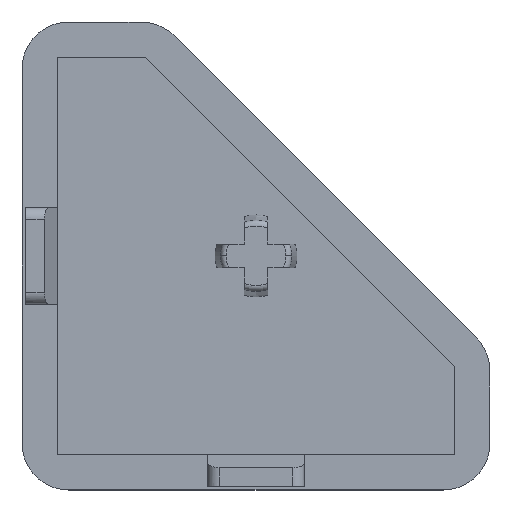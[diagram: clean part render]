
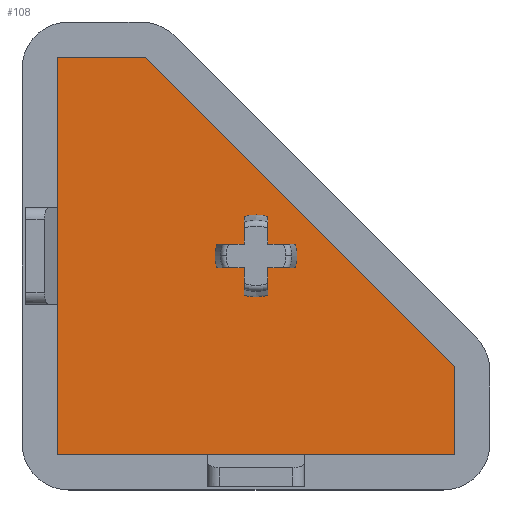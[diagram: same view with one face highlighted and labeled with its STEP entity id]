
A CAD part, top view. The second image highlights one B-rep face of the part: STEP entity #108.
In plain terms, the highlighted planar face has unit normal (0, 0, 1).
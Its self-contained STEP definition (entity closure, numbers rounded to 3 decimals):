
#108=ADVANCED_FACE('NONE',(#272,#273),#274,.T.);
#272=FACE_OUTER_BOUND('',#489,.T.);
#273=FACE_BOUND('',#490,.T.);
#274=PLANE('',#491);
#489=EDGE_LOOP('',(#753,#754,#755,#756,#757));
#490=EDGE_LOOP('',(#758,#759,#760,#761,#762,#763,#764,#765,#766,#767,#768,#769,#770,#771));
#491=AXIS2_PLACEMENT_3D('',#772,#773,#774);
#753=ORIENTED_EDGE('',*,*,#1361,.T.);
#754=ORIENTED_EDGE('',*,*,#1362,.T.);
#755=ORIENTED_EDGE('',*,*,#1363,.T.);
#756=ORIENTED_EDGE('',*,*,#1364,.T.);
#757=ORIENTED_EDGE('',*,*,#1365,.T.);
#758=ORIENTED_EDGE('',*,*,#1366,.F.);
#759=ORIENTED_EDGE('',*,*,#1334,.F.);
#760=ORIENTED_EDGE('',*,*,#1367,.F.);
#761=ORIENTED_EDGE('',*,*,#1368,.F.);
#762=ORIENTED_EDGE('',*,*,#1369,.F.);
#763=ORIENTED_EDGE('',*,*,#1370,.F.);
#764=ORIENTED_EDGE('',*,*,#1371,.F.);
#765=ORIENTED_EDGE('',*,*,#1372,.F.);
#766=ORIENTED_EDGE('',*,*,#1320,.F.);
#767=ORIENTED_EDGE('',*,*,#1373,.F.);
#768=ORIENTED_EDGE('',*,*,#1374,.F.);
#769=ORIENTED_EDGE('',*,*,#1375,.F.);
#770=ORIENTED_EDGE('',*,*,#1376,.F.);
#771=ORIENTED_EDGE('',*,*,#1377,.F.);
#772=CARTESIAN_POINT('',(-17.0,-17.0,3.0));
#773=DIRECTION('',(-0.0,0.0,1.0));
#774=DIRECTION('',(1.0,0.0,0.0));
#1320=EDGE_CURVE('NONE',#1574,#1576,#1577,.T.);
#1334=EDGE_CURVE('NONE',#1596,#1598,#1599,.T.);
#1361=EDGE_CURVE('NONE',#1649,#1650,#1651,.T.);
#1362=EDGE_CURVE('NONE',#1650,#1652,#1653,.T.);
#1363=EDGE_CURVE('NONE',#1652,#1654,#1655,.T.);
#1364=EDGE_CURVE('NONE',#1654,#1656,#1657,.T.);
#1365=EDGE_CURVE('NONE',#1656,#1649,#1658,.T.);
#1366=EDGE_CURVE('NONE',#1598,#1659,#1660,.T.);
#1367=EDGE_CURVE('NONE',#1661,#1596,#1662,.T.);
#1368=EDGE_CURVE('NONE',#1663,#1661,#1664,.T.);
#1369=EDGE_CURVE('NONE',#1665,#1663,#1666,.T.);
#1370=EDGE_CURVE('NONE',#1667,#1665,#1668,.T.);
#1371=EDGE_CURVE('NONE',#1669,#1667,#1670,.T.);
#1372=EDGE_CURVE('NONE',#1576,#1669,#1671,.T.);
#1373=EDGE_CURVE('NONE',#1672,#1574,#1673,.T.);
#1374=EDGE_CURVE('NONE',#1674,#1672,#1675,.T.);
#1375=EDGE_CURVE('NONE',#1676,#1674,#1677,.T.);
#1376=EDGE_CURVE('NONE',#1678,#1676,#1679,.T.);
#1377=EDGE_CURVE('NONE',#1659,#1678,#1680,.T.);
#1574=VERTEX_POINT('',#1942);
#1576=VERTEX_POINT('NONE',#1945);
#1577=CIRCLE('',#1946,3.5);
#1596=VERTEX_POINT('NONE',#1975);
#1598=VERTEX_POINT('NONE',#1978);
#1599=CIRCLE('',#1979,3.5);
#1649=VERTEX_POINT('NONE',#2048);
#1650=VERTEX_POINT('NONE',#2049);
#1651=LINE('',#2050,#2051);
#1652=VERTEX_POINT('NONE',#2052);
#1653=LINE('',#2053,#2054);
#1654=VERTEX_POINT('NONE',#2055);
#1655=LINE('',#2056,#2057);
#1656=VERTEX_POINT('NONE',#2058);
#1657=LINE('',#2059,#2060);
#1658=LINE('',#2061,#2062);
#1659=VERTEX_POINT('NONE',#2063);
#1660=LINE('',#2064,#2065);
#1661=VERTEX_POINT('NONE',#2066);
#1662=CIRCLE('',#2067,3.5);
#1663=VERTEX_POINT('NONE',#2068);
#1664=LINE('',#2069,#2070);
#1665=VERTEX_POINT('NONE',#2071);
#1666=LINE('',#2072,#2073);
#1667=VERTEX_POINT('NONE',#2074);
#1668=CIRCLE('',#2075,3.5);
#1669=VERTEX_POINT('NONE',#2076);
#1670=LINE('',#2077,#2078);
#1671=LINE('',#2079,#2080);
#1672=VERTEX_POINT('NONE',#2081);
#1673=CIRCLE('',#2082,3.5);
#1674=VERTEX_POINT('NONE',#2083);
#1675=LINE('',#2084,#2085);
#1676=VERTEX_POINT('NONE',#2086);
#1677=LINE('',#2087,#2088);
#1678=VERTEX_POINT('NONE',#2089);
#1679=CIRCLE('',#2090,3.5);
#1680=LINE('',#2091,#2092);
#1942=CARTESIAN_POINT('',(3.5,0.,3.0));
#1945=CARTESIAN_POINT('',(3.354,1.0,3.0));
#1946=AXIS2_PLACEMENT_3D('',#2496,#2497,#2498);
#1975=CARTESIAN_POINT('',(-3.5,0.0,3.0));
#1978=CARTESIAN_POINT('',(-3.354,-1.0,3.0));
#1979=AXIS2_PLACEMENT_3D('',#2517,#2518,#2519);
#2048=CARTESIAN_POINT('',(-17.0,17.0,3.0));
#2049=CARTESIAN_POINT('',(-17.0,-17.0,3.0));
#2050=CARTESIAN_POINT('',(-17.0,17.0,3.0));
#2051=VECTOR('',#2554,1000.0);
#2052=CARTESIAN_POINT('',(17.0,-17.0,3.0));
#2053=CARTESIAN_POINT('',(-17.0,-17.0,3.0));
#2054=VECTOR('',#2555,1000.0);
#2055=CARTESIAN_POINT('',(17.0,-9.412,3.0));
#2056=CARTESIAN_POINT('',(17.0,-9.412,3.0));
#2057=VECTOR('',#2556,1000.0);
#2058=CARTESIAN_POINT('',(-9.412,17.0,3.0));
#2059=CARTESIAN_POINT('',(-9.412,17.0,3.0));
#2060=VECTOR('',#2557,1000.0);
#2061=CARTESIAN_POINT('',(-17.0,17.0,3.0));
#2062=VECTOR('',#2558,1000.0);
#2063=CARTESIAN_POINT('',(-1.0,-1.0,3.0));
#2064=CARTESIAN_POINT('',(-3.354,-1.0,3.0));
#2065=VECTOR('',#2559,1000.0);
#2066=CARTESIAN_POINT('',(-3.354,1.0,3.0));
#2067=AXIS2_PLACEMENT_3D('',#2560,#2561,#2562);
#2068=CARTESIAN_POINT('',(-1.0,1.0,3.0));
#2069=CARTESIAN_POINT('',(-3.354,1.0,3.0));
#2070=VECTOR('',#2563,1000.0);
#2071=CARTESIAN_POINT('',(-1.0,3.354,3.0));
#2072=CARTESIAN_POINT('',(-1.0,3.354,3.0));
#2073=VECTOR('',#2564,1000.0);
#2074=CARTESIAN_POINT('',(1.0,3.354,3.0));
#2075=AXIS2_PLACEMENT_3D('',#2565,#2566,#2567);
#2076=CARTESIAN_POINT('',(1.,1.0,3.0));
#2077=CARTESIAN_POINT('',(1.0,3.354,3.0));
#2078=VECTOR('',#2568,1000.0);
#2079=CARTESIAN_POINT('',(1.,1.0,3.0));
#2080=VECTOR('',#2569,1000.0);
#2081=CARTESIAN_POINT('',(3.354,-1.0,3.0));
#2082=AXIS2_PLACEMENT_3D('',#2570,#2571,#2572);
#2083=CARTESIAN_POINT('',(1.0,-1.0,3.0));
#2084=CARTESIAN_POINT('',(1.0,-1.0,3.0));
#2085=VECTOR('',#2573,1000.0);
#2086=CARTESIAN_POINT('',(1.0,-3.354,3.0));
#2087=CARTESIAN_POINT('',(1.0,-1.0,3.0));
#2088=VECTOR('',#2574,1000.0);
#2089=CARTESIAN_POINT('',(-1.0,-3.354,3.0));
#2090=AXIS2_PLACEMENT_3D('',#2575,#2576,#2577);
#2091=CARTESIAN_POINT('',(-1.0,-1.0,3.0));
#2092=VECTOR('',#2578,1000.0);
#2496=CARTESIAN_POINT('',(0.0,0.0,3.0));
#2497=DIRECTION('',(0.0,0.0,1.0));
#2498=DIRECTION('',(1.0,0.0,0.0));
#2517=CARTESIAN_POINT('',(0.0,0.0,3.0));
#2518=DIRECTION('',(0.0,0.0,1.0));
#2519=DIRECTION('',(1.0,0.0,0.0));
#2554=DIRECTION('',(0.,-1.0,0.0));
#2555=DIRECTION('',(1.0,0.0,0.0));
#2556=DIRECTION('',(0.,1.0,-0.0));
#2557=DIRECTION('',(-0.707,0.707,-0.0));
#2558=DIRECTION('',(-1.0,0.,-0.0));
#2559=DIRECTION('',(1.0,0.0,0.0));
#2560=CARTESIAN_POINT('',(0.0,0.0,3.0));
#2561=DIRECTION('',(0.0,0.0,1.0));
#2562=DIRECTION('',(1.0,0.0,0.0));
#2563=DIRECTION('',(-1.0,-0.0,-0.0));
#2564=DIRECTION('',(0.0,-1.0,0.0));
#2565=CARTESIAN_POINT('',(0.0,0.0,3.0));
#2566=DIRECTION('',(0.0,0.0,1.0));
#2567=DIRECTION('',(1.0,0.0,0.0));
#2568=DIRECTION('',(0.,1.0,-0.0));
#2569=DIRECTION('',(-1.0,-0.0,-0.0));
#2570=CARTESIAN_POINT('',(0.0,0.0,3.0));
#2571=DIRECTION('',(0.0,0.0,1.0));
#2572=DIRECTION('',(1.0,0.0,0.0));
#2573=DIRECTION('',(1.0,0.0,0.0));
#2574=DIRECTION('',(0.,1.0,-0.0));
#2575=CARTESIAN_POINT('',(0.0,0.0,3.0));
#2576=DIRECTION('',(0.0,0.0,1.0));
#2577=DIRECTION('',(1.0,0.0,0.0));
#2578=DIRECTION('',(0.0,-1.0,0.0));
